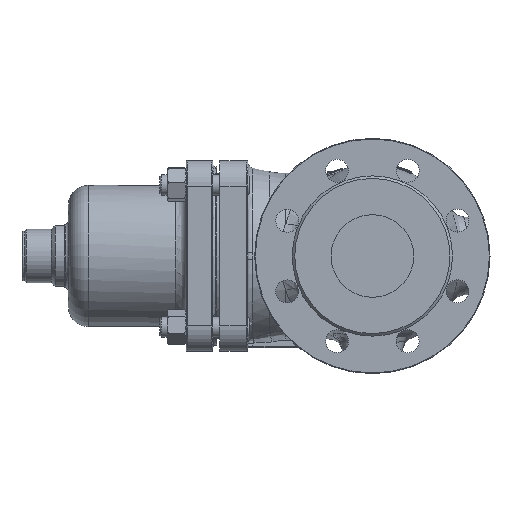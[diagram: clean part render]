
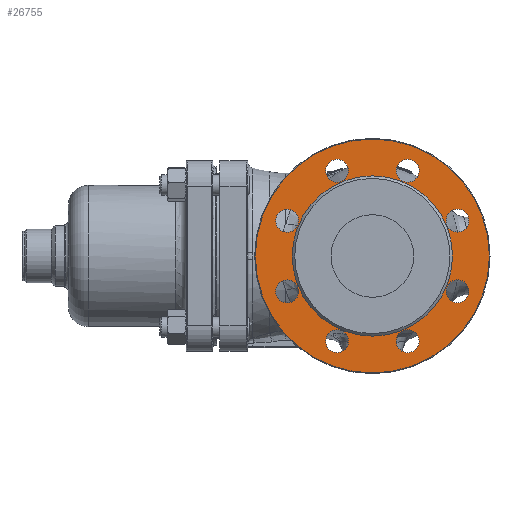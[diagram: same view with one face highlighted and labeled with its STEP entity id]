
A CAD part, left-side view. The second image highlights one B-rep face of the part: STEP entity #26755.
In plain terms, the highlighted planar face has unit normal (-1, 0, 0).
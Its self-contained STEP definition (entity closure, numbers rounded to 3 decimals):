
#1169 = VERTEX_POINT ( 'NONE', #17487 ) ;
#2297 = VERTEX_POINT ( 'NONE', #28229 ) ;
#3145 = VERTEX_POINT ( 'NONE', #19652 ) ;
#3406 = FACE_BOUND ( 'NONE', #28743, .T. ) ;
#3632 = EDGE_CURVE ( 'NONE', #26266, #26266, #18234, .T. ) ;
#3843 = CARTESIAN_POINT ( 'NONE',  ( -143., -92., 0. ) ) ;
#4221 = VERTEX_POINT ( 'NONE', #7510 ) ;
#4317 = AXIS2_PLACEMENT_3D ( 'NONE', #10851, #36990, #7189 ) ;
#4511 = ORIENTED_EDGE ( 'NONE', *, *, #39954, .F. ) ;
#4669 = DIRECTION ( 'NONE',  ( -1., 0., 0. ) ) ;
#5759 = EDGE_LOOP ( 'NONE', ( #9177 ) ) ;
#6247 = VERTEX_POINT ( 'NONE', #43012 ) ;
#6458 = CARTESIAN_POINT ( 'NONE',  ( -143., 27.745, -66.981 ) ) ;
#6839 = EDGE_CURVE ( 'NONE', #6247, #6247, #40801, .T. ) ;
#7189 = DIRECTION ( 'NONE',  ( 0., 0.707, 0.707 ) ) ;
#7346 = DIRECTION ( 'NONE',  ( 0., -1., 0. ) ) ;
#7510 = CARTESIAN_POINT ( 'NONE',  ( -143., 21.381, -60.617 ) ) ;
#7922 = ORIENTED_EDGE ( 'NONE', *, *, #40592, .F. ) ;
#8877 = EDGE_CURVE ( 'NONE', #16045, #16045, #26898, .T. ) ;
#8939 = ORIENTED_EDGE ( 'NONE', *, *, #18727, .F. ) ;
#9177 = ORIENTED_EDGE ( 'NONE', *, *, #29887, .F. ) ;
#9511 = FACE_BOUND ( 'NONE', #42607, .T. ) ;
#9657 = CIRCLE ( 'NONE', #13812, 92. ) ;
#10358 = FACE_BOUND ( 'NONE', #16344, .T. ) ;
#10851 = CARTESIAN_POINT ( 'NONE',  ( -143., -66.981, -27.745 ) ) ;
#11010 = CARTESIAN_POINT ( 'NONE',  ( -143., -27.745, -57.981 ) ) ;
#11036 = EDGE_LOOP ( 'NONE', ( #4511 ) ) ;
#11235 = ORIENTED_EDGE ( 'NONE', *, *, #16244, .T. ) ;
#11541 = DIRECTION ( 'NONE',  ( 0., -0.707, -0.707 ) ) ;
#13276 = CIRCLE ( 'NONE', #27209, 9. ) ;
#13476 = DIRECTION ( 'NONE',  ( -1., 0., 0. ) ) ;
#13561 = EDGE_LOOP ( 'NONE', ( #7922 ) ) ;
#13625 = FACE_OUTER_BOUND ( 'NONE', #14151, .T. ) ;
#13812 = AXIS2_PLACEMENT_3D ( 'NONE', #19711, #20356, #24298 ) ;
#13838 = DIRECTION ( 'NONE',  ( -1., 0., 0. ) ) ;
#13990 = EDGE_CURVE ( 'NONE', #37585, #37585, #16193, .T. ) ;
#14151 = EDGE_LOOP ( 'NONE', ( #11235 ) ) ;
#15109 = DIRECTION ( 'NONE',  ( 0., 0., 1. ) ) ;
#15269 = ORIENTED_EDGE ( 'NONE', *, *, #8877, .F. ) ;
#15748 = DIRECTION ( 'NONE',  ( -1., 0., 0. ) ) ;
#15865 = AXIS2_PLACEMENT_3D ( 'NONE', #30860, #30629, #7346 ) ;
#16045 = VERTEX_POINT ( 'NONE', #16905 ) ;
#16047 = DIRECTION ( 'NONE',  ( 0., 1., 0. ) ) ;
#16193 = CIRCLE ( 'NONE', #40535, 9. ) ;
#16244 = EDGE_CURVE ( 'NONE', #40832, #40832, #9657, .T. ) ;
#16284 = CARTESIAN_POINT ( 'NONE',  ( -143., 0., 0. ) ) ;
#16344 = EDGE_LOOP ( 'NONE', ( #8939 ) ) ;
#16675 = FACE_BOUND ( 'NONE', #23484, .T. ) ;
#16703 = ORIENTED_EDGE ( 'NONE', *, *, #27708, .F. ) ;
#16905 = CARTESIAN_POINT ( 'NONE',  ( -143., -63., 0. ) ) ;
#17487 = CARTESIAN_POINT ( 'NONE',  ( -143., -60.617, -21.381 ) ) ;
#17885 = CARTESIAN_POINT ( 'NONE',  ( -143., -27.745, 66.981 ) ) ;
#18234 = CIRCLE ( 'NONE', #20306, 9. ) ;
#18727 = EDGE_CURVE ( 'NONE', #27359, #27359, #25986, .T. ) ;
#19142 = EDGE_LOOP ( 'NONE', ( #16703 ) ) ;
#19217 = AXIS2_PLACEMENT_3D ( 'NONE', #17885, #24882, #32064 ) ;
#19652 = CARTESIAN_POINT ( 'NONE',  ( -143., 57.981, -27.745 ) ) ;
#19701 = PLANE ( 'NONE',  #15865 ) ;
#19706 = CARTESIAN_POINT ( 'NONE',  ( -143., 60.617, 21.381 ) ) ;
#19711 = CARTESIAN_POINT ( 'NONE',  ( -143., 0., 0. ) ) ;
#19753 = CARTESIAN_POINT ( 'NONE',  ( -143., 27.745, 66.981 ) ) ;
#19890 = FACE_BOUND ( 'NONE', #24760, .T. ) ;
#20306 = AXIS2_PLACEMENT_3D ( 'NONE', #35052, #35689, #11541 ) ;
#20356 = DIRECTION ( 'NONE',  ( -1., 0., 0. ) ) ;
#21568 = ORIENTED_EDGE ( 'NONE', *, *, #3632, .F. ) ;
#23484 = EDGE_LOOP ( 'NONE', ( #33100 ) ) ;
#24298 = DIRECTION ( 'NONE',  ( 0., -1., 0. ) ) ;
#24420 = AXIS2_PLACEMENT_3D ( 'NONE', #30172, #4669, #25332 ) ;
#24760 = EDGE_LOOP ( 'NONE', ( #26117 ) ) ;
#24882 = DIRECTION ( 'NONE',  ( -1., 0., 0. ) ) ;
#24997 = DIRECTION ( 'NONE',  ( -1., 0., 0. ) ) ;
#25332 = DIRECTION ( 'NONE',  ( 0., -1., 0. ) ) ;
#25986 = CIRCLE ( 'NONE', #41267, 9. ) ;
#26117 = ORIENTED_EDGE ( 'NONE', *, *, #6839, .F. ) ;
#26261 = FACE_BOUND ( 'NONE', #11036, .T. ) ;
#26266 = VERTEX_POINT ( 'NONE', #19706 ) ;
#26755 = ADVANCED_FACE ( 'NONE', ( #13625, #9511, #16675, #19890, #26897, #40194, #10358, #26261, #33233, #3406 ), #19701, .T. ) ;
#26897 = FACE_BOUND ( 'NONE', #19142, .T. ) ;
#26898 = CIRCLE ( 'NONE', #39443, 63. ) ;
#27125 = DIRECTION ( 'NONE',  ( 0., -0.707, 0.707 ) ) ;
#27209 = AXIS2_PLACEMENT_3D ( 'NONE', #6458, #13838, #27125 ) ;
#27281 = CIRCLE ( 'NONE', #4317, 9. ) ;
#27359 = VERTEX_POINT ( 'NONE', #11010 ) ;
#27708 = EDGE_CURVE ( 'NONE', #2297, #2297, #41680, .T. ) ;
#28229 = CARTESIAN_POINT ( 'NONE',  ( -143., -57.981, 27.745 ) ) ;
#28743 = EDGE_LOOP ( 'NONE', ( #15269 ) ) ;
#29887 = EDGE_CURVE ( 'NONE', #3145, #3145, #40406, .T. ) ;
#30172 = CARTESIAN_POINT ( 'NONE',  ( -143., 66.981, -27.745 ) ) ;
#30604 = AXIS2_PLACEMENT_3D ( 'NONE', #32601, #24997, #16047 ) ;
#30629 = DIRECTION ( 'NONE',  ( -1., 0., 0. ) ) ;
#30638 = CARTESIAN_POINT ( 'NONE',  ( -143., 27.745, 57.981 ) ) ;
#30860 = CARTESIAN_POINT ( 'NONE',  ( -143., 0., 0. ) ) ;
#32064 = DIRECTION ( 'NONE',  ( 0., 0.707, -0.707 ) ) ;
#32208 = DIRECTION ( 'NONE',  ( 0., -1., 0. ) ) ;
#32601 = CARTESIAN_POINT ( 'NONE',  ( -143., -66.981, 27.745 ) ) ;
#33100 = ORIENTED_EDGE ( 'NONE', *, *, #13990, .F. ) ;
#33233 = FACE_BOUND ( 'NONE', #5759, .T. ) ;
#35052 = CARTESIAN_POINT ( 'NONE',  ( -143., 66.981, 27.745 ) ) ;
#35364 = CARTESIAN_POINT ( 'NONE',  ( -143., -27.745, -66.981 ) ) ;
#35460 = DIRECTION ( 'NONE',  ( -1., 0., 0. ) ) ;
#35689 = DIRECTION ( 'NONE',  ( -1., 0., 0. ) ) ;
#36990 = DIRECTION ( 'NONE',  ( -1., 0., 0. ) ) ;
#37585 = VERTEX_POINT ( 'NONE', #30638 ) ;
#39443 = AXIS2_PLACEMENT_3D ( 'NONE', #16284, #35460, #32208 ) ;
#39954 = EDGE_CURVE ( 'NONE', #4221, #4221, #13276, .T. ) ;
#40031 = DIRECTION ( 'NONE',  ( 0., 0., -1. ) ) ;
#40194 = FACE_BOUND ( 'NONE', #13561, .T. ) ;
#40406 = CIRCLE ( 'NONE', #24420, 9. ) ;
#40535 = AXIS2_PLACEMENT_3D ( 'NONE', #19753, #13476, #40031 ) ;
#40592 = EDGE_CURVE ( 'NONE', #1169, #1169, #27281, .T. ) ;
#40801 = CIRCLE ( 'NONE', #19217, 9. ) ;
#40832 = VERTEX_POINT ( 'NONE', #3843 ) ;
#41267 = AXIS2_PLACEMENT_3D ( 'NONE', #35364, #15748, #15109 ) ;
#41680 = CIRCLE ( 'NONE', #30604, 9. ) ;
#42607 = EDGE_LOOP ( 'NONE', ( #21568 ) ) ;
#43012 = CARTESIAN_POINT ( 'NONE',  ( -143., -21.381, 60.617 ) ) ;
